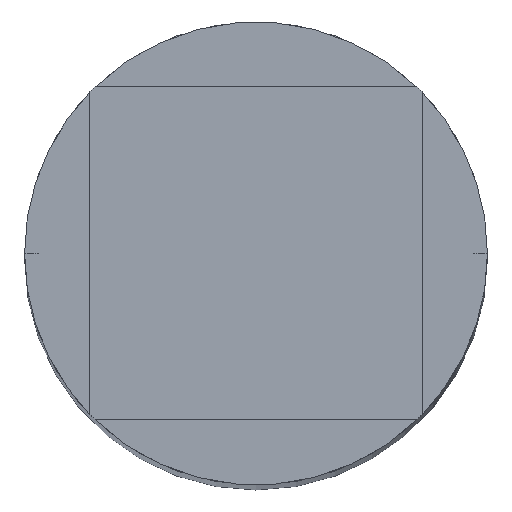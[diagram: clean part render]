
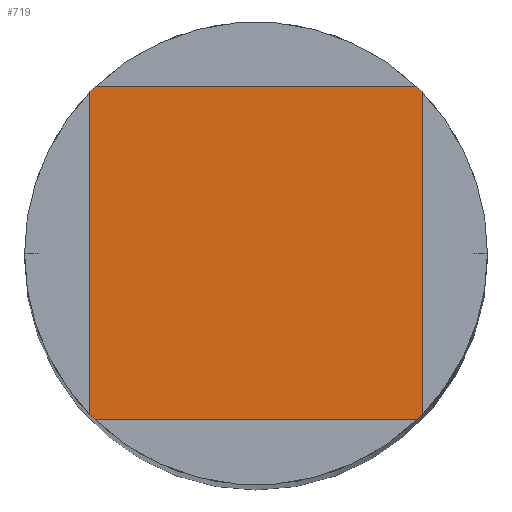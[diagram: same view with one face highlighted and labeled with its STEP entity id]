
A CAD part, top view. The second image highlights one B-rep face of the part: STEP entity #719.
In plain terms, the highlighted planar face has unit normal (0, 0, 1).
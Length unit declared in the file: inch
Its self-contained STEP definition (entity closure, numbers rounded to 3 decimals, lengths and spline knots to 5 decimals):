
#499=CARTESIAN_POINT('',(0.34761,-0.3594,7.25));
#500=VERTEX_POINT('',#499);
#507=CARTESIAN_POINT('',(-0.34761,-0.3594,7.25));
#508=VERTEX_POINT('',#507);
#509=CARTESIAN_POINT('',(0.34761,-0.3594,7.25));
#510=DIRECTION('',(-1.0,0.0,0.0));
#511=VECTOR('',#510,0.69522);
#512=LINE('',#509,#511);
#513=EDGE_CURVE('',#500,#508,#512,.T.);
#530=CARTESIAN_POINT('',(-0.3594,-0.34761,7.25));
#531=VERTEX_POINT('',#530);
#532=CARTESIAN_POINT('',(0.0,0.0,7.25));
#533=DIRECTION('',(0.0,0.0,1.0));
#534=DIRECTION('',(1.0,0.0,0.0));
#535=AXIS2_PLACEMENT_3D('',#532,#533,#534);
#536=CIRCLE('',#535,0.5);
#537=EDGE_CURVE('',#531,#508,#536,.T.);
#556=CARTESIAN_POINT('',(0.3594,-0.34761,7.25));
#557=VERTEX_POINT('',#556);
#564=CARTESIAN_POINT('',(0.0,0.0,7.25));
#565=DIRECTION('',(0.0,0.0,1.0));
#566=DIRECTION('',(1.0,0.0,0.0));
#567=AXIS2_PLACEMENT_3D('',#564,#565,#566);
#568=CIRCLE('',#567,0.5);
#569=EDGE_CURVE('',#500,#557,#568,.T.);
#585=CARTESIAN_POINT('',(-0.34761,0.3594,7.25));
#586=VERTEX_POINT('',#585);
#593=CARTESIAN_POINT('',(0.34761,0.3594,7.25));
#594=VERTEX_POINT('',#593);
#595=CARTESIAN_POINT('',(-0.34761,0.3594,7.25));
#596=DIRECTION('',(1.0,0.0,0.0));
#597=VECTOR('',#596,0.69522);
#598=LINE('',#595,#597);
#599=EDGE_CURVE('',#586,#594,#598,.T.);
#616=CARTESIAN_POINT('',(0.3594,0.34761,7.25));
#617=VERTEX_POINT('',#616);
#618=CARTESIAN_POINT('',(0.0,0.0,7.25));
#619=DIRECTION('',(0.0,0.0,1.0));
#620=DIRECTION('',(1.0,0.0,0.0));
#621=AXIS2_PLACEMENT_3D('',#618,#619,#620);
#622=CIRCLE('',#621,0.5);
#623=EDGE_CURVE('',#617,#594,#622,.T.);
#642=CARTESIAN_POINT('',(-0.3594,0.34761,7.25));
#643=VERTEX_POINT('',#642);
#650=CARTESIAN_POINT('',(0.0,0.0,7.25));
#651=DIRECTION('',(0.0,0.0,1.0));
#652=DIRECTION('',(1.0,0.0,0.0));
#653=AXIS2_PLACEMENT_3D('',#650,#651,#652);
#654=CIRCLE('',#653,0.5);
#655=EDGE_CURVE('',#586,#643,#654,.T.);
#673=CARTESIAN_POINT('',(0.3594,0.34761,7.25));
#674=DIRECTION('',(0.0,-1.0,0.0));
#675=VECTOR('',#674,0.69522);
#676=LINE('',#673,#675);
#677=EDGE_CURVE('',#617,#557,#676,.T.);
#694=CARTESIAN_POINT('',(-0.3594,-0.34761,7.25));
#695=DIRECTION('',(0.0,1.0,0.0));
#696=VECTOR('',#695,0.69522);
#697=LINE('',#694,#696);
#698=EDGE_CURVE('',#531,#643,#697,.T.);
#704=CARTESIAN_POINT('',(0.0,0.0,7.25));
#705=DIRECTION('',(0.0,0.0,1.0));
#706=DIRECTION('',(1.0,0.0,0.0));
#707=AXIS2_PLACEMENT_3D('',#704,#705,#706);
#708=PLANE('',#707);
#709=ORIENTED_EDGE('',*,*,#513,.F.);
#710=ORIENTED_EDGE('',*,*,#569,.T.);
#711=ORIENTED_EDGE('',*,*,#677,.F.);
#712=ORIENTED_EDGE('',*,*,#623,.T.);
#713=ORIENTED_EDGE('',*,*,#599,.F.);
#714=ORIENTED_EDGE('',*,*,#655,.T.);
#715=ORIENTED_EDGE('',*,*,#698,.F.);
#716=ORIENTED_EDGE('',*,*,#537,.T.);
#717=EDGE_LOOP('',(#709,#710,#711,#712,#713,#714,#715,#716));
#718=FACE_OUTER_BOUND('',#717,.T.);
#719=ADVANCED_FACE('',(#718),#708,.T.);
